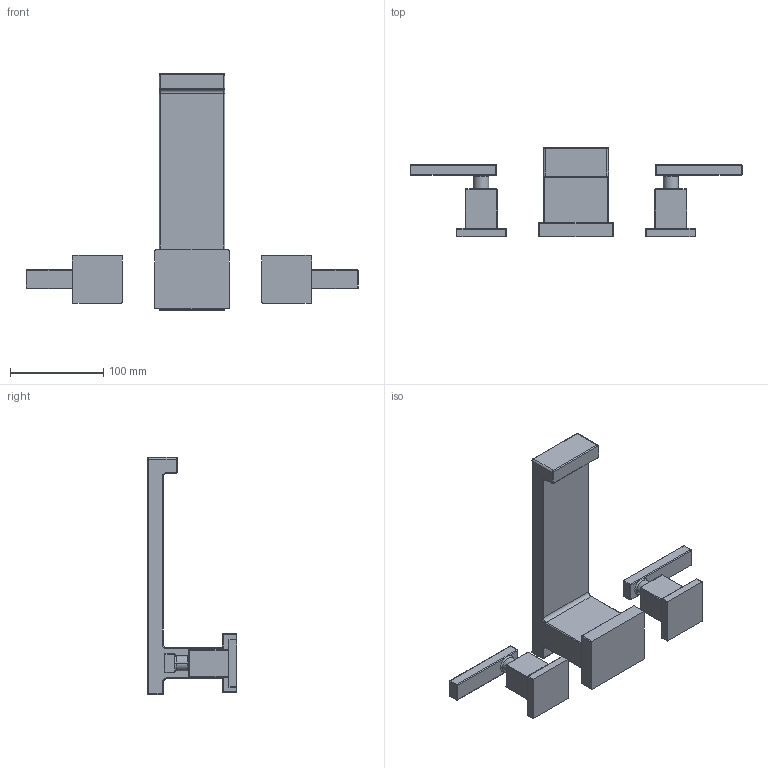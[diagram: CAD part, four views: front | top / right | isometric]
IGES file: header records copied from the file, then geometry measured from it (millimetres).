
Start section:  PTC IGES file: 3-2566.igs
Global section: file name: 3-2566.igs; native system: Creo Parametric by PTC Inc.; preprocessor: 2018400; author: jinson.thomas; organization: Unknown; date: 20210315.101918; units: inch
Bounding box: 355.6 x 95.5 x 254 mm (x, y, z)
Volume: 728104.7 mm3; surface area: 119830 mm2
Topology: 3 solids, 6 shells, 220 faces, 478 edges, 274 vertices
Faces by surface type: revolution 158, bspline 62
